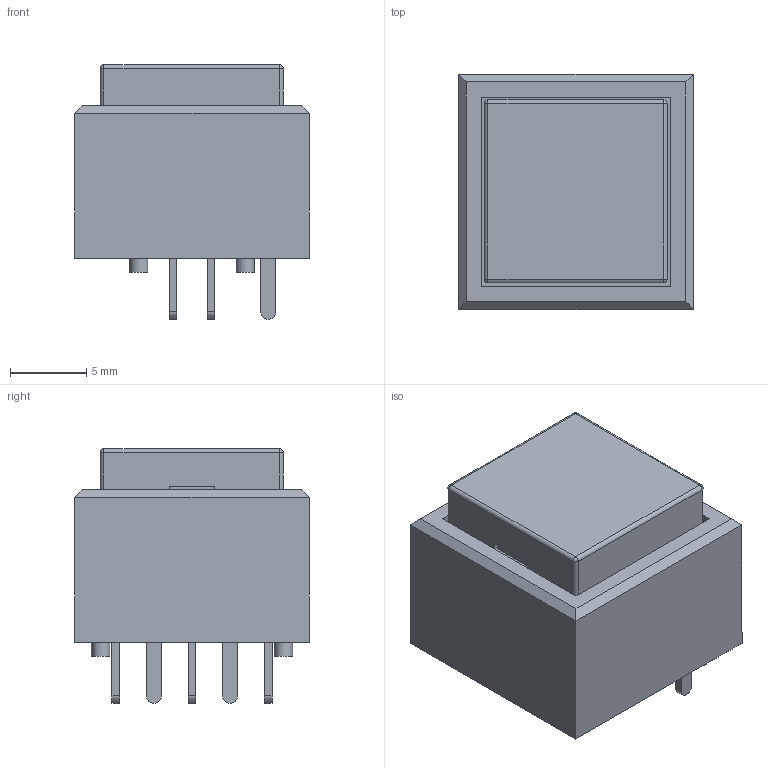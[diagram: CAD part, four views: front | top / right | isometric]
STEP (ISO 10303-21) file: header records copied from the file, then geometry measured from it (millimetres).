
FILE_DESCRIPTION(/* description */ (''),/* implementation_level */ '2;1');
FILE_NAME(/* name */ 'ULP12xxP1xSFCL1RGB.stp',/* time_stamp */ '2022-08-15T13:41:07-05:00',/* author */ ('mwilliams'),/* organization */ (''),/* preprocessor_version */ 'ST-DEVELOPER v18',/* originating_system */ 'Autodesk Inventor 2020',/* authorisation */ '');
FILE_SCHEMA (('AUTOMOTIVE_DESIGN { 1 0 10303 214 3 1 1 }'));
Length unit declared in the file: inch
Products named in the file (1): B800064_Shrinkwrap_1
Bounding box: 15.4 x 15.4 x 16.7 mm (x, y, z)
Volume: 2718.2 mm3; surface area: 1366.9 mm2
Topology: 1 solids, 1 shells, 126 faces, 312 edges, 200 vertices
Faces by surface type: plane 103, cylinder 19, sphere 4
Full cylindrical faces by diameter (mm): 1.2 x4
Entity records: 3685 total; most frequent: CARTESIAN_POINT 635, ORIENTED_EDGE 616, DIRECTION 600, EDGE_CURVE 308, LINE 270, VECTOR 270, VERTEX_POINT 200, AXIS2_PLACEMENT_3D 165
